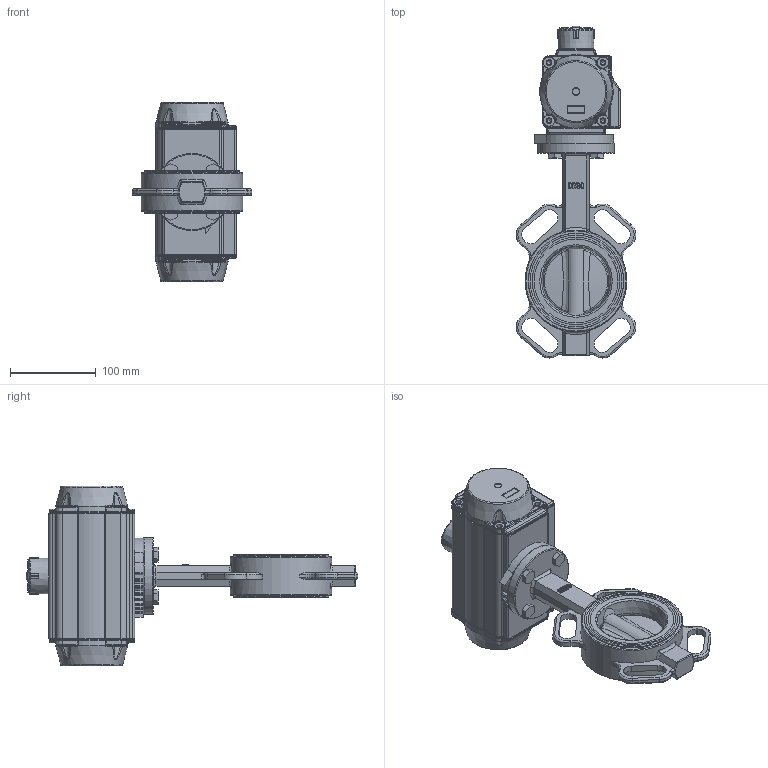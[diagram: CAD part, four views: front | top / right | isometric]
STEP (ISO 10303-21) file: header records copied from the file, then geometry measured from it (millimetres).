
FILE_DESCRIPTION(/* description */ ('Unknown'),/* implementation_level */ '2;1');
FILE_NAME(/* name */ 'PD04 5100_5110_5120-11',/* time_stamp */ '2025-03-31T13:21:13+02:00',/* author */ ('Unknown'),/* organization */ ('Unknown'),/* preprocessor_version */ 'ST-DEVELOPER v19.4',/* originating_system */ 'Solid Edge',/* authorisation */ 'Unknown');
FILE_SCHEMA (('AUTOMOTIVE_DESIGN {1 0 10303 214 3 1 1}'));
Products named in the file (20): PD04 5100_5110_5120-11; Raster DN040- DN150; WAFER-DN80; DN80概极; seat; disc; shaft1; shaft2; bushing1; M10x30; PD04_PE03; vt75-2016-06-25; VTE75埴詰; vt75-2016-06-25  酘傷裔; huosai75; Welle; Optische Anzeige; ______; ________(___________; cup head nib bolts with large head gb_GB_FASTENER_BOLT_CHNBW M6X25-N
Assembly tree (27 placements, depth 4):
  PD04 5100_5110_5120-11
    Raster DN040- DN150
    WAFER-DN80
      DN80概极
      seat
      disc
      shaft1
      shaft2
      bushing1  x2
    M10x30  x4
    PD04_PE03
      vt75-2016-06-25
      VTE75埴詰
      vt75-2016-06-25  酘傷裔
      huosai75  x2
      Welle
      Optische Anzeige
        ______
        ________(___________  x4
        cup head nib bolts with large head gb_GB_FASTENER_BOLT_CHNBW M6X25-N
Bounding box: 139.83 x 387.71 x 210 mm (x, y, z)
Volume: 1451309.2 mm3; surface area: 455145.6 mm2
Topology: 24 solids, 24 shells, 3319 faces, 8219 edges, 5060 vertices
Faces by surface type: plane 983, cylinder 892, bspline 753, torus 467, cone 183, sphere 41
Full cylindrical faces by diameter (mm): 3 x16, 3.3 x8, 4.134 x8, 4.66 x1, 4.917 x13, 5 x1, 5.5 x1, 6 x1, 6.2 x1, 6.647 x6, 6.8 x8, 8 x1, 10 x9, 11.445 x2, 12 x2, 12.6 x5, 12.75 x1, 12.83 x2, 13 x10, 16.2 x1, 16.4 x1, 17.45 x4, 17.53 x2, 18 x2, 18.7 x1, 20 x7, 21 x12, 21.786 x2, 23 x3, 24 x1
Entity records: 105862 total; most frequent: CARTESIAN_POINT 49315, ORIENTED_EDGE 12256, DIRECTION 9908, EDGE_CURVE 6128, VERTEX_POINT 4009, AXIS2_PLACEMENT_3D 3817, FACE_BOUND 3193, EDGE_LOOP 3175
